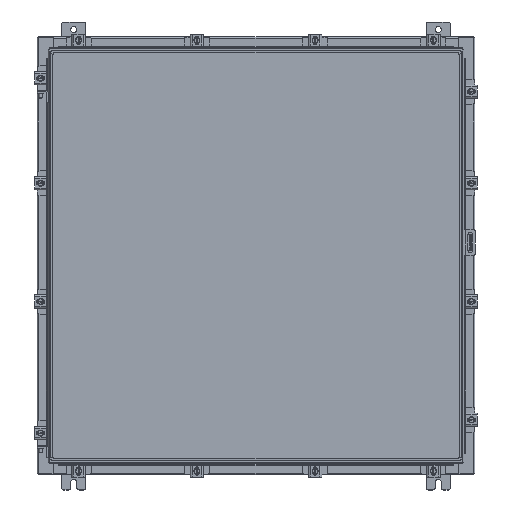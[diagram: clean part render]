
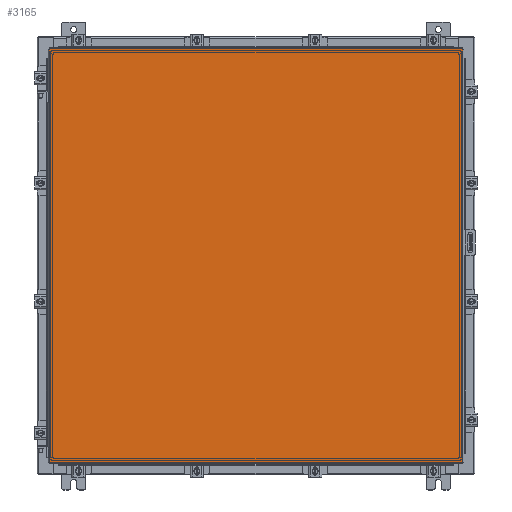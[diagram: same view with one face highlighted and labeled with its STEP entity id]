
A CAD part, top view. The second image highlights one B-rep face of the part: STEP entity #3165.
In plain terms, the highlighted planar face has unit normal (0, 0, 1).
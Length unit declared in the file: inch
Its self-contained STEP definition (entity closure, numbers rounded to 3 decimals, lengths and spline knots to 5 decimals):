
#1170 = EDGE_LOOP ( 'NONE', ( #21632, #13390, #17330, #21093 ) ) ;
#1395 = VERTEX_POINT ( 'NONE', #4862 ) ;
#3165 = ADVANCED_FACE ( 'NONE', ( #3191 ), #11516, .F. ) ;
#3191 = FACE_OUTER_BOUND ( 'NONE', #1170, .T. ) ;
#3193 = DIRECTION ( 'NONE',  ( -1., 0., 0. ) ) ;
#4862 = CARTESIAN_POINT ( 'NONE',  ( 17.0063, 17.0063, 0. ) ) ;
#7116 = DIRECTION ( 'NONE',  ( 0., 1., 0. ) ) ;
#8150 = DIRECTION ( 'NONE',  ( -1., 0., 0. ) ) ;
#8381 = VECTOR ( 'NONE', #7116, 39.37008 ) ;
#9772 = DIRECTION ( 'NONE',  ( 0., -1., 0. ) ) ;
#9941 = EDGE_CURVE ( 'NONE', #18962, #14990, #18547, .T. ) ;
#10249 = CARTESIAN_POINT ( 'NONE',  ( -17.0063, -17.0063, 0. ) ) ;
#10294 = CARTESIAN_POINT ( 'NONE',  ( 17.0063, -17.0063, 0. ) ) ;
#11490 = CARTESIAN_POINT ( 'NONE',  ( -17.0063, 17.0063, 0. ) ) ;
#11516 = PLANE ( 'NONE',  #17836 ) ;
#11738 = VECTOR ( 'NONE', #9772, 39.37008 ) ;
#13390 = ORIENTED_EDGE ( 'NONE', *, *, #19249, .T. ) ;
#13608 = VECTOR ( 'NONE', #27051, 39.37008 ) ;
#14990 = VERTEX_POINT ( 'NONE', #10294 ) ;
#15729 = DIRECTION ( 'NONE',  ( 0., 0., -1. ) ) ;
#15861 = VECTOR ( 'NONE', #8150, 39.37008 ) ;
#17320 = LINE ( 'NONE', #11490, #11738 ) ;
#17330 = ORIENTED_EDGE ( 'NONE', *, *, #23482, .T. ) ;
#17340 = EDGE_CURVE ( 'NONE', #21414, #18962, #17320, .T. ) ;
#17836 = AXIS2_PLACEMENT_3D ( 'NONE', #19841, #15729, #3193 ) ;
#18547 = LINE ( 'NONE', #10249, #13608 ) ;
#18845 = CARTESIAN_POINT ( 'NONE',  ( -17.0063, 17.0063, 0. ) ) ;
#18870 = CARTESIAN_POINT ( 'NONE',  ( -17.0063, -17.0063, 0. ) ) ;
#18962 = VERTEX_POINT ( 'NONE', #18870 ) ;
#19249 = EDGE_CURVE ( 'NONE', #14990, #1395, #25785, .T. ) ;
#19652 = CARTESIAN_POINT ( 'NONE',  ( 17.0063, -17.0063, 0. ) ) ;
#19841 = CARTESIAN_POINT ( 'NONE',  ( 0., 0., 0. ) ) ;
#21093 = ORIENTED_EDGE ( 'NONE', *, *, #17340, .T. ) ;
#21414 = VERTEX_POINT ( 'NONE', #18845 ) ;
#21632 = ORIENTED_EDGE ( 'NONE', *, *, #9941, .T. ) ;
#22119 = LINE ( 'NONE', #22829, #15861 ) ;
#22829 = CARTESIAN_POINT ( 'NONE',  ( 17.0063, 17.0063, 0. ) ) ;
#23482 = EDGE_CURVE ( 'NONE', #1395, #21414, #22119, .T. ) ;
#25785 = LINE ( 'NONE', #19652, #8381 ) ;
#27051 = DIRECTION ( 'NONE',  ( 1., 0., 0. ) ) ;
